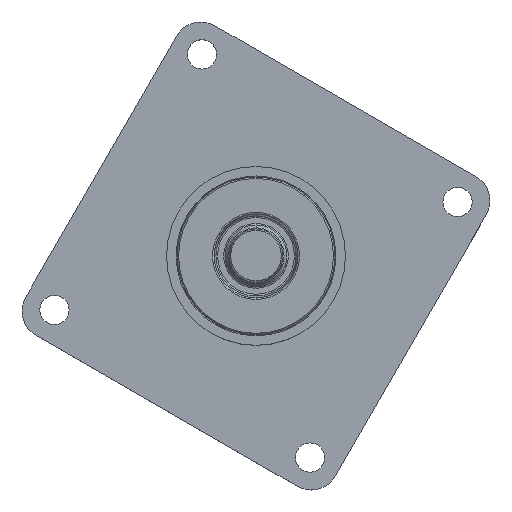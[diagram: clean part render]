
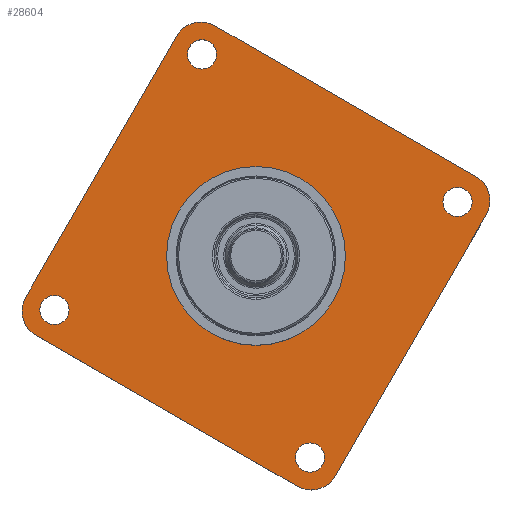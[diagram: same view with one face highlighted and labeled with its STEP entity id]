
A CAD part, top view. The second image highlights one B-rep face of the part: STEP entity #28604.
In plain terms, the highlighted planar face has unit normal (0, 0, 1).
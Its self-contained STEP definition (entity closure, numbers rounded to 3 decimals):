
#4146=DIRECTION('',(0.5,0.866,0.));
#4147=VECTOR('',#4146,53.5);
#4148=CARTESIAN_POINT('',(-40.871,-7.291,22.5));
#4149=LINE('',#4148,#4147);
#4150=CARTESIAN_POINT('',(-9.791,36.541,22.5));
#4151=DIRECTION('',(0.,0.,1.));
#4152=DIRECTION('',(0.5,0.866,0.));
#4153=AXIS2_PLACEMENT_3D('',#4150,#4151,#4152);
#4155=DIRECTION('',(0.866,-0.5,0.));
#4156=VECTOR('',#4155,53.5);
#4157=CARTESIAN_POINT('',(-7.291,40.871,22.5));
#4158=LINE('',#4157,#4156);
#4159=CARTESIAN_POINT('',(36.541,9.791,22.5));
#4160=DIRECTION('',(0.,0.,1.));
#4161=DIRECTION('',(0.866,-0.5,0.));
#4162=AXIS2_PLACEMENT_3D('',#4159,#4160,#4161);
#4164=DIRECTION('',(-0.5,-0.866,0.));
#4165=VECTOR('',#4164,53.5);
#4166=CARTESIAN_POINT('',(40.871,7.291,22.5));
#4167=LINE('',#4166,#4165);
#4168=CARTESIAN_POINT('',(9.791,-36.541,22.5));
#4169=DIRECTION('',(0.,0.,1.));
#4170=DIRECTION('',(-0.5,-0.866,0.));
#4171=AXIS2_PLACEMENT_3D('',#4168,#4169,#4170);
#4173=DIRECTION('',(-0.866,0.5,0.));
#4174=VECTOR('',#4173,53.5);
#4175=CARTESIAN_POINT('',(7.291,-40.871,22.5));
#4176=LINE('',#4175,#4174);
#4177=CARTESIAN_POINT('',(-36.541,-9.791,22.5));
#4178=DIRECTION('',(0.,0.,1.));
#4179=DIRECTION('',(-0.866,0.5,0.));
#4180=AXIS2_PLACEMENT_3D('',#4177,#4178,#4179);
#4182=CARTESIAN_POINT('',(9.59,-35.79,22.5));
#4183=DIRECTION('',(0.,0.,-1.));
#4184=DIRECTION('',(0.,-1.,0.));
#4185=AXIS2_PLACEMENT_3D('',#4182,#4183,#4184);
#4187=CARTESIAN_POINT('',(9.59,-35.79,22.5));
#4188=DIRECTION('',(0.,0.,-1.));
#4189=DIRECTION('',(0.,1.,0.));
#4190=AXIS2_PLACEMENT_3D('',#4187,#4188,#4189);
#4192=CARTESIAN_POINT('',(-35.79,-9.59,22.5));
#4193=DIRECTION('',(0.,0.,-1.));
#4194=DIRECTION('',(0.,-1.,0.));
#4195=AXIS2_PLACEMENT_3D('',#4192,#4193,#4194);
#4197=CARTESIAN_POINT('',(-35.79,-9.59,22.5));
#4198=DIRECTION('',(0.,0.,-1.));
#4199=DIRECTION('',(0.,1.,0.));
#4200=AXIS2_PLACEMENT_3D('',#4197,#4198,#4199);
#4202=CARTESIAN_POINT('',(35.79,9.59,22.5));
#4203=DIRECTION('',(0.,0.,-1.));
#4204=DIRECTION('',(0.,-1.,0.));
#4205=AXIS2_PLACEMENT_3D('',#4202,#4203,#4204);
#4207=CARTESIAN_POINT('',(35.79,9.59,22.5));
#4208=DIRECTION('',(0.,0.,-1.));
#4209=DIRECTION('',(0.,1.,0.));
#4210=AXIS2_PLACEMENT_3D('',#4207,#4208,#4209);
#4212=CARTESIAN_POINT('',(-9.59,35.79,22.5));
#4213=DIRECTION('',(0.,0.,-1.));
#4214=DIRECTION('',(0.,-1.,0.));
#4215=AXIS2_PLACEMENT_3D('',#4212,#4213,#4214);
#4217=CARTESIAN_POINT('',(-9.59,35.79,22.5));
#4218=DIRECTION('',(0.,0.,-1.));
#4219=DIRECTION('',(0.,1.,0.));
#4220=AXIS2_PLACEMENT_3D('',#4217,#4218,#4219);
#4274=CARTESIAN_POINT('',(0.,0.,22.5));
#4275=DIRECTION('',(0.,0.,1.));
#4276=DIRECTION('',(0.,1.,0.));
#4277=AXIS2_PLACEMENT_3D('',#4274,#4275,#4276);
#4293=CARTESIAN_POINT('',(0.,0.,22.5));
#4294=DIRECTION('',(0.,0.,-1.));
#4295=DIRECTION('',(0.,1.,0.));
#4296=AXIS2_PLACEMENT_3D('',#4293,#4294,#4295);
#22972=CARTESIAN_POINT('',(-40.871,-7.291,22.5));
#22974=VERTEX_POINT('',#22972);
#22976=CARTESIAN_POINT('',(-14.121,39.041,22.5));
#22978=VERTEX_POINT('',#22976);
#22980=CARTESIAN_POINT('',(-7.291,40.871,22.5));
#22982=VERTEX_POINT('',#22980);
#22984=CARTESIAN_POINT('',(39.041,14.121,22.5));
#22986=VERTEX_POINT('',#22984);
#22988=CARTESIAN_POINT('',(40.871,7.291,22.5));
#22990=VERTEX_POINT('',#22988);
#22992=CARTESIAN_POINT('',(14.121,-39.041,22.5));
#22994=VERTEX_POINT('',#22992);
#22996=CARTESIAN_POINT('',(7.291,-40.871,22.5));
#22998=VERTEX_POINT('',#22996);
#23000=CARTESIAN_POINT('',(-39.041,-14.121,22.5));
#23002=VERTEX_POINT('',#23000);
#23004=CARTESIAN_POINT('',(0.,15.875,22.5));
#23005=CARTESIAN_POINT('',(0.,-15.875,22.5));
#23006=VERTEX_POINT('',#23004);
#23007=VERTEX_POINT('',#23005);
#23012=CARTESIAN_POINT('',(-9.59,33.19,22.5));
#23013=CARTESIAN_POINT('',(-9.59,38.39,22.5));
#23014=VERTEX_POINT('',#23012);
#23015=VERTEX_POINT('',#23013);
#23020=CARTESIAN_POINT('',(35.79,6.99,22.5));
#23021=CARTESIAN_POINT('',(35.79,12.19,22.5));
#23022=VERTEX_POINT('',#23020);
#23023=VERTEX_POINT('',#23021);
#23028=CARTESIAN_POINT('',(-35.79,-12.19,22.5));
#23029=CARTESIAN_POINT('',(-35.79,-6.99,22.5));
#23030=VERTEX_POINT('',#23028);
#23031=VERTEX_POINT('',#23029);
#23036=CARTESIAN_POINT('',(9.59,-38.39,22.5));
#23037=CARTESIAN_POINT('',(9.59,-33.19,22.5));
#23038=VERTEX_POINT('',#23036);
#23039=VERTEX_POINT('',#23037);
#28553=CARTESIAN_POINT('',(0.,0.,22.5));
#28554=DIRECTION('',(0.,0.,-1.));
#28555=DIRECTION('',(0.,1.,0.));
#28556=AXIS2_PLACEMENT_3D('',#28553,#28554,#28555);
#28557=PLANE('',#28556);
#28558=ORIENTED_EDGE('',*,*,#28534,.T.);
#28560=ORIENTED_EDGE('',*,*,#28559,.F.);
#28562=ORIENTED_EDGE('',*,*,#28561,.T.);
#28564=ORIENTED_EDGE('',*,*,#28563,.F.);
#28566=ORIENTED_EDGE('',*,*,#28565,.T.);
#28568=ORIENTED_EDGE('',*,*,#28567,.F.);
#28570=ORIENTED_EDGE('',*,*,#28569,.T.);
#28571=ORIENTED_EDGE('',*,*,#28545,.F.);
#28572=EDGE_LOOP('',(#28558,#28560,#28562,#28564,#28566,#28568,#28570,#28571));
#28573=FACE_OUTER_BOUND('',#28572,.F.);
#28575=ORIENTED_EDGE('',*,*,#28574,.F.);
#28577=ORIENTED_EDGE('',*,*,#28576,.F.);
#28578=EDGE_LOOP('',(#28575,#28577));
#28579=FACE_BOUND('',#28578,.F.);
#28581=ORIENTED_EDGE('',*,*,#28580,.F.);
#28583=ORIENTED_EDGE('',*,*,#28582,.F.);
#28584=EDGE_LOOP('',(#28581,#28583));
#28585=FACE_BOUND('',#28584,.F.);
#28587=ORIENTED_EDGE('',*,*,#28586,.F.);
#28589=ORIENTED_EDGE('',*,*,#28588,.F.);
#28590=EDGE_LOOP('',(#28587,#28589));
#28591=FACE_BOUND('',#28590,.F.);
#28593=ORIENTED_EDGE('',*,*,#28592,.T.);
#28595=ORIENTED_EDGE('',*,*,#28594,.F.);
#28596=EDGE_LOOP('',(#28593,#28595));
#28597=FACE_BOUND('',#28596,.F.);
#28599=ORIENTED_EDGE('',*,*,#28598,.F.);
#28601=ORIENTED_EDGE('',*,*,#28600,.F.);
#28602=EDGE_LOOP('',(#28599,#28601));
#28603=FACE_BOUND('',#28602,.F.);
#4154=CIRCLE('',#4153,5.);
#4163=CIRCLE('',#4162,5.);
#4172=CIRCLE('',#4171,5.);
#4181=CIRCLE('',#4180,5.);
#4186=CIRCLE('',#4185,2.6);
#4191=CIRCLE('',#4190,2.6);
#4196=CIRCLE('',#4195,2.6);
#4201=CIRCLE('',#4200,2.6);
#4206=CIRCLE('',#4205,2.6);
#4211=CIRCLE('',#4210,2.6);
#4216=CIRCLE('',#4215,2.6);
#4221=CIRCLE('',#4220,2.6);
#4278=CIRCLE('',#4277,15.875);
#4297=CIRCLE('',#4296,15.875);
#28534=EDGE_CURVE('',#22974,#22978,#4149,.T.);
#28545=EDGE_CURVE('',#22974,#23002,#4181,.T.);
#28559=EDGE_CURVE('',#22982,#22978,#4154,.T.);
#28561=EDGE_CURVE('',#22982,#22986,#4158,.T.);
#28563=EDGE_CURVE('',#22990,#22986,#4163,.T.);
#28565=EDGE_CURVE('',#22990,#22994,#4167,.T.);
#28567=EDGE_CURVE('',#22998,#22994,#4172,.T.);
#28569=EDGE_CURVE('',#22998,#23002,#4176,.T.);
#28574=EDGE_CURVE('',#23038,#23039,#4186,.T.);
#28576=EDGE_CURVE('',#23039,#23038,#4191,.T.);
#28580=EDGE_CURVE('',#23030,#23031,#4196,.T.);
#28582=EDGE_CURVE('',#23031,#23030,#4201,.T.);
#28586=EDGE_CURVE('',#23022,#23023,#4206,.T.);
#28588=EDGE_CURVE('',#23023,#23022,#4211,.T.);
#28592=EDGE_CURVE('',#23006,#23007,#4278,.T.);
#28594=EDGE_CURVE('',#23006,#23007,#4297,.T.);
#28598=EDGE_CURVE('',#23014,#23015,#4216,.T.);
#28600=EDGE_CURVE('',#23015,#23014,#4221,.T.);
#28604=ADVANCED_FACE('',(#28573,#28579,#28585,#28591,#28597,#28603),#28557,.F.);
